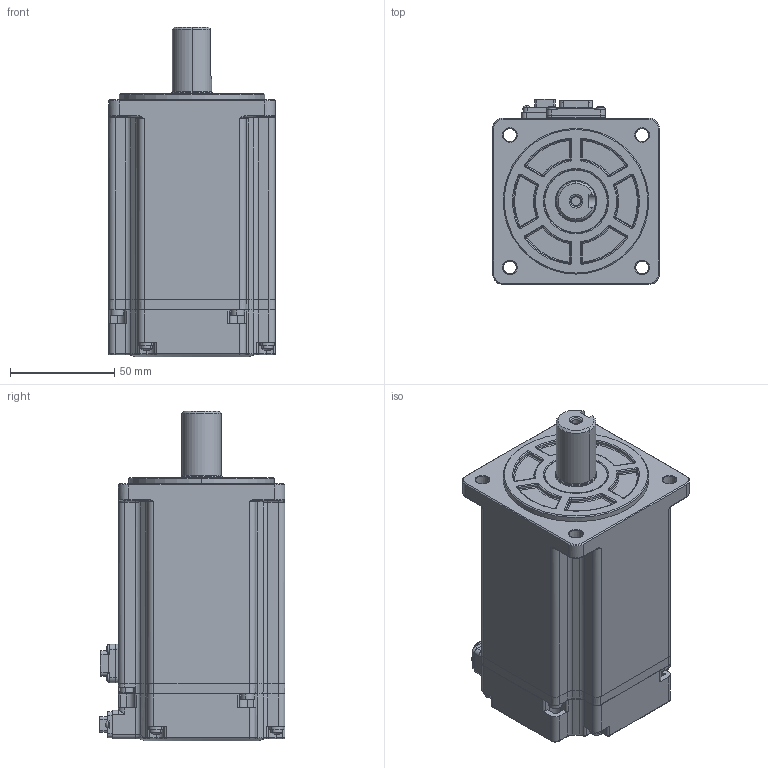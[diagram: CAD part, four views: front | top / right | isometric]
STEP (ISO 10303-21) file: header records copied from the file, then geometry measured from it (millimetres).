
FILE_DESCRIPTION (( 'STEP AP203' ), '1' );
FILE_NAME ('MS6H-80TH30B3-21P0-S.STEP', '2024-07-31T01:52:46', ( '' ), ( '' ), 'SwSTEP 2.0', 'SolidWorks 2022', '' );
FILE_SCHEMA (( 'CONFIG_CONTROL_DESIGN' ));
Length unit declared in the file: millimetre
Products named in the file (1): MS6H-80TH30B3-21P0-S
Bounding box: 80 x 89.3 x 158.6 mm (x, y, z)
Surface area: 61037.4 mm2 (no closed solid volume)
Topology: 0 solids, 38 shells, 998 faces, 3162 edges, 2164 vertices
Faces by surface type: plane 382, cylinder 297, cone 100, bspline 96, torus 79, sphere 44
Entity records: 39154 total; most frequent: CARTESIAN_POINT 11480, DIRECTION 6030, ORIENTED_EDGE 5245, EDGE_CURVE 3145, AXIS2_PLACEMENT_3D 2227, VERTEX_POINT 2164, VECTOR 1576, LINE 1576
